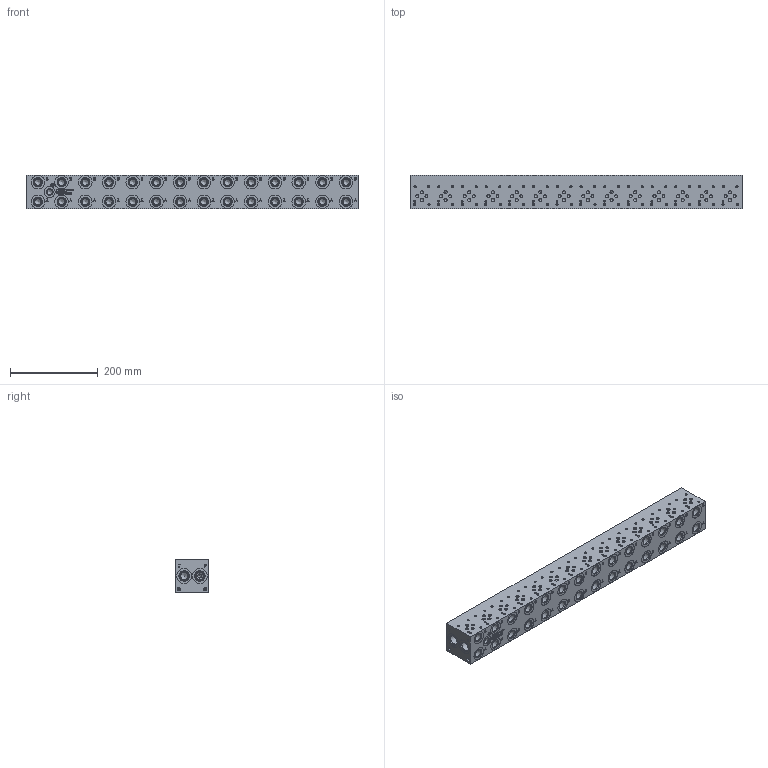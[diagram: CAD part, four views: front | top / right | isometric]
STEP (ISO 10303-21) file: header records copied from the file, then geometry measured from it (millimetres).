
FILE_DESCRIPTION(/* description */ (''),/* implementation_level */ '2;1');
FILE_NAME(/* name */ '_D03P142S.stp',/* time_stamp */ '2020-03-19T09:23:34-04:00',/* author */ ('alexanderw'),/* organization */ (''),/* preprocessor_version */ 'ST-DEVELOPER v17',/* originating_system */ 'Autodesk Inventor 2019',/* authorisation */ '');
FILE_SCHEMA (('AUTOMOTIVE_DESIGN { 1 0 10303 214 3 1 1 }'));
Length unit declared in the file: millimetre
Products named in the file (1): Part_AD03P142S_3D
Bounding box: 755.65 x 76.2 x 76.2 mm (x, y, z)
Volume: 4131482.5 mm3; surface area: 310216.1 mm2
Topology: 1 solids, 1 shells, 1709 faces, 4679 edges, 3202 vertices
Faces by surface type: plane 777, cylinder 358, bspline 309, cone 265
Full cylindrical faces by diameter (mm): 3.785 x56, 3.962 x14, 4.826 x56, 6.35 x14, 6.528 x4, 7.137 x42, 7.925 x4, 12.294 x1, 12.9 x1, 14.275 x1, 14.3 x28, 14.529 x1, 15.875 x4, 17.501 x28, 19.05 x28, 19.253 x28, 20.447 x4, 22.225 x3, 22.23 x1, 22.555 x4, 23.901 x3, 25.019 x1, 30.632 x28, 34.138 x4
Entity records: 56609 total; most frequent: CARTESIAN_POINT 13445, ORIENTED_EDGE 9032, DIRECTION 8031, EDGE_CURVE 4516, VERTEX_POINT 3202, AXIS2_PLACEMENT_3D 2732, LINE 2567, VECTOR 2567
